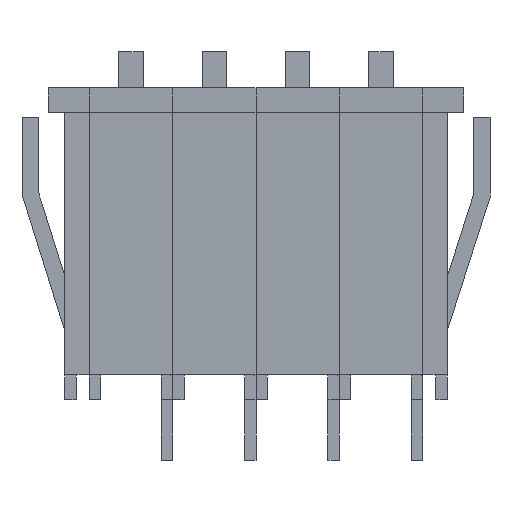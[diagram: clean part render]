
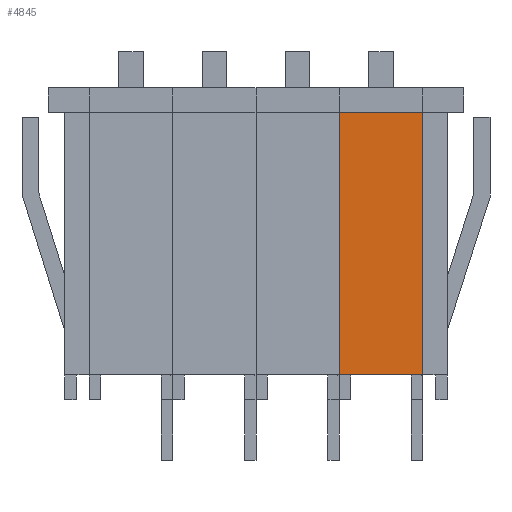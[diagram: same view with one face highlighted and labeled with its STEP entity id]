
A CAD part, front view. The second image highlights one B-rep face of the part: STEP entity #4845.
In plain terms, the highlighted planar face has unit normal (0, -1, 0).
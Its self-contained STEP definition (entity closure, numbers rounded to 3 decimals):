
#466 = LINE ( 'NONE', #467, #468 ) ;
#467 = CARTESIAN_POINT ( 'NONE',  ( -5.08, -7., 0. ) ) ;
#468 = VECTOR ( 'NONE', #469, 1000. ) ;
#469 = DIRECTION ( 'NONE',  ( 0., 0., -1. ) ) ;
#1699 = ORIENTED_EDGE ( 'NONE', *, *, #5140, .T. ) ;
#1732 = LINE ( 'NONE', #1733, #1734 ) ;
#1733 = CARTESIAN_POINT ( 'NONE',  ( -5.08, -7., 0. ) ) ;
#1734 = VECTOR ( 'NONE', #1735, 1000. ) ;
#1735 = DIRECTION ( 'NONE',  ( 1., 0., 0. ) ) ;
#1742 = EDGE_CURVE ( 'NONE', #5113, #5003, #1732, .T. ) ;
#1745 = EDGE_LOOP ( 'NONE', ( #5229, #1746, #1699, #5310 ) ) ;
#1746 = ORIENTED_EDGE ( 'NONE', *, *, #1742, .F. ) ;
#2230 = CARTESIAN_POINT ( 'NONE',  ( -5.08, -7., -16. ) ) ;
#2424 = LINE ( 'NONE', #2425, #2426 ) ;
#2425 = CARTESIAN_POINT ( 'NONE',  ( -5.08, -7., -16. ) ) ;
#2426 = VECTOR ( 'NONE', #2427, 1000. ) ;
#2427 = DIRECTION ( 'NONE',  ( 1., 0., 0. ) ) ;
#2992 = CARTESIAN_POINT ( 'NONE',  ( -5.08, -7., 0. ) ) ;
#3397 = LINE ( 'NONE', #3398, #3399 ) ;
#3398 = CARTESIAN_POINT ( 'NONE',  ( 0., -7., 0. ) ) ;
#3399 = VECTOR ( 'NONE', #3400, 1000. ) ;
#3400 = DIRECTION ( 'NONE',  ( 0., 0., -1. ) ) ;
#3412 = CARTESIAN_POINT ( 'NONE',  ( 0., -7., -16. ) ) ;
#3520 = FACE_OUTER_BOUND ( 'NONE', #1745, .T. ) ;
#3521 = PLANE ( 'NONE',  #3522 ) ;
#3522 = AXIS2_PLACEMENT_3D ( 'NONE', #3524, #3525, #3526 ) ;
#3524 = CARTESIAN_POINT ( 'NONE',  ( -5.08, -7., 0. ) ) ;
#3525 = DIRECTION ( 'NONE',  ( 0., -1., 0. ) ) ;
#3526 = DIRECTION ( 'NONE',  ( 0., 0., -1. ) ) ;
#4032 = CARTESIAN_POINT ( 'NONE',  ( 0., -7., 0. ) ) ;
#4730 = VERTEX_POINT ( 'NONE', #3412 ) ;
#4845 = ADVANCED_FACE ( 'NONE', ( #3520 ), #3521, .T. ) ;
#5003 = VERTEX_POINT ( 'NONE', #4032 ) ;
#5113 = VERTEX_POINT ( 'NONE', #2992 ) ;
#5140 = EDGE_CURVE ( 'NONE', #5113, #5427, #466, .T. ) ;
#5229 = ORIENTED_EDGE ( 'NONE', *, *, #5566, .F. ) ;
#5310 = ORIENTED_EDGE ( 'NONE', *, *, #5439, .T. ) ;
#5427 = VERTEX_POINT ( 'NONE', #2230 ) ;
#5439 = EDGE_CURVE ( 'NONE', #5427, #4730, #2424, .T. ) ;
#5566 = EDGE_CURVE ( 'NONE', #5003, #4730, #3397, .T. ) ;
